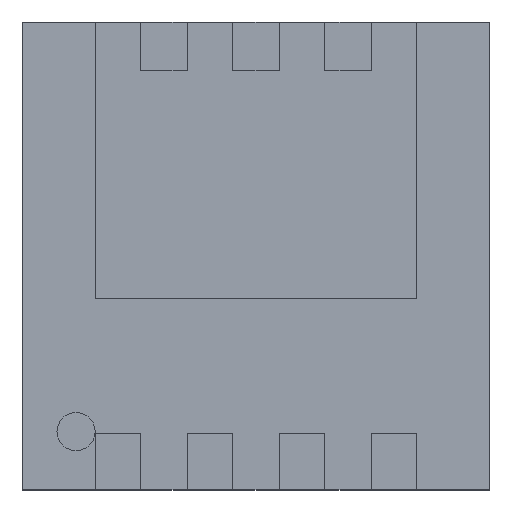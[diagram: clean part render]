
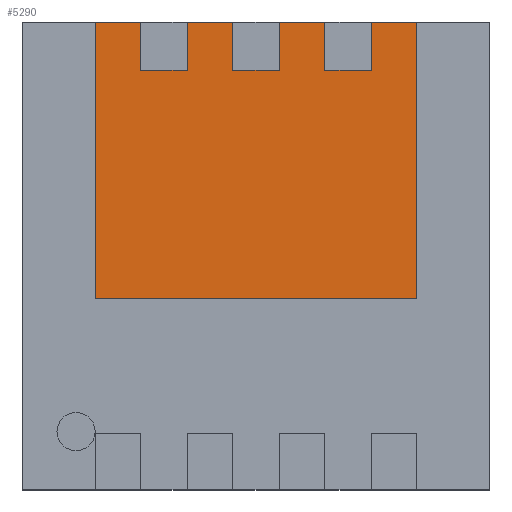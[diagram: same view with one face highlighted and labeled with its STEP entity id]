
A CAD part, top view. The second image highlights one B-rep face of the part: STEP entity #5290.
In plain terms, the highlighted planar face has unit normal (0, 0, 1).
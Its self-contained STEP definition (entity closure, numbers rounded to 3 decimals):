
#78 = CARTESIAN_POINT ( 'NONE',  ( 0.485, 0., 0.75 ) ) ;
#100 = VECTOR ( 'NONE', #5676, 1000. ) ;
#138 = CARTESIAN_POINT ( 'NONE',  ( -0.485, 1.31, 0.75 ) ) ;
#172 = DIRECTION ( 'NONE',  ( 1., 0., 0. ) ) ;
#182 = VERTEX_POINT ( 'NONE', #2406 ) ;
#219 = DIRECTION ( 'NONE',  ( 1., 0., 0. ) ) ;
#242 = CARTESIAN_POINT ( 'NONE',  ( -0.485, 0., 0.75 ) ) ;
#385 = CARTESIAN_POINT ( 'NONE',  ( 0., 1.31, 0.75 ) ) ;
#422 = CARTESIAN_POINT ( 'NONE',  ( 0., 1.65, 0.75 ) ) ;
#484 = LINE ( 'NONE', #422, #2589 ) ;
#490 = VERTEX_POINT ( 'NONE', #5576 ) ;
#564 = CARTESIAN_POINT ( 'NONE',  ( -0.165, 0., 0.75 ) ) ;
#633 = VECTOR ( 'NONE', #1332, 1000. ) ;
#642 = CARTESIAN_POINT ( 'NONE',  ( -1.135, -0.3, 0.75 ) ) ;
#698 = PLANE ( 'NONE',  #4761 ) ;
#729 = DIRECTION ( 'NONE',  ( 0., -1., 0. ) ) ;
#742 = LINE ( 'NONE', #4706, #3732 ) ;
#753 = VECTOR ( 'NONE', #1309, 1000. ) ;
#820 = FACE_OUTER_BOUND ( 'NONE', #3211, .T. ) ;
#908 = ORIENTED_EDGE ( 'NONE', *, *, #4146, .F. ) ;
#914 = VERTEX_POINT ( 'NONE', #2838 ) ;
#921 = DIRECTION ( 'NONE',  ( 1., 0., 0. ) ) ;
#963 = DIRECTION ( 'NONE',  ( 0., -1., 0. ) ) ;
#1067 = ORIENTED_EDGE ( 'NONE', *, *, #5390, .T. ) ;
#1149 = DIRECTION ( 'NONE',  ( 0., -1., 0. ) ) ;
#1230 = VECTOR ( 'NONE', #963, 1000. ) ;
#1286 = EDGE_CURVE ( 'NONE', #3444, #1496, #4384, .T. ) ;
#1309 = DIRECTION ( 'NONE',  ( 1., 0., 0. ) ) ;
#1332 = DIRECTION ( 'NONE',  ( 0., -1., 0. ) ) ;
#1431 = EDGE_CURVE ( 'NONE', #1975, #4253, #5174, .T. ) ;
#1453 = VECTOR ( 'NONE', #5768, 1000. ) ;
#1496 = VERTEX_POINT ( 'NONE', #3876 ) ;
#1571 = LINE ( 'NONE', #4714, #5471 ) ;
#1594 = ORIENTED_EDGE ( 'NONE', *, *, #3277, .F. ) ;
#1616 = LINE ( 'NONE', #3404, #2495 ) ;
#1679 = LINE ( 'NONE', #4846, #2318 ) ;
#1702 = ORIENTED_EDGE ( 'NONE', *, *, #3456, .F. ) ;
#1731 = VERTEX_POINT ( 'NONE', #3113 ) ;
#1850 = CARTESIAN_POINT ( 'NONE',  ( -0.815, 0., 0.75 ) ) ;
#1856 = VERTEX_POINT ( 'NONE', #642 ) ;
#1975 = VERTEX_POINT ( 'NONE', #3872 ) ;
#2077 = DIRECTION ( 'NONE',  ( 1., 0., 0. ) ) ;
#2112 = ORIENTED_EDGE ( 'NONE', *, *, #3805, .F. ) ;
#2318 = VECTOR ( 'NONE', #2077, 1000. ) ;
#2404 = EDGE_CURVE ( 'NONE', #1731, #1856, #1571, .T. ) ;
#2406 = CARTESIAN_POINT ( 'NONE',  ( 0.485, 1.65, 0.75 ) ) ;
#2495 = VECTOR ( 'NONE', #5193, 1000. ) ;
#2589 = VECTOR ( 'NONE', #921, 1000. ) ;
#2601 = CARTESIAN_POINT ( 'NONE',  ( 0.815, 1.65, 0.75 ) ) ;
#2602 = CARTESIAN_POINT ( 'NONE',  ( 0.165, 1.65, 0.75 ) ) ;
#2633 = EDGE_CURVE ( 'NONE', #4569, #182, #1679, .T. ) ;
#2681 = CARTESIAN_POINT ( 'NONE',  ( -0.815, 1.65, 0.75 ) ) ;
#2708 = ORIENTED_EDGE ( 'NONE', *, *, #3048, .F. ) ;
#2838 = CARTESIAN_POINT ( 'NONE',  ( 0.485, 1.31, 0.75 ) ) ;
#2909 = EDGE_CURVE ( 'NONE', #5300, #4253, #3364, .T. ) ;
#2925 = VECTOR ( 'NONE', #172, 1000. ) ;
#2957 = LINE ( 'NONE', #4760, #5348 ) ;
#2960 = ORIENTED_EDGE ( 'NONE', *, *, #5371, .F. ) ;
#3000 = LINE ( 'NONE', #3030, #100 ) ;
#3030 = CARTESIAN_POINT ( 'NONE',  ( 0., 1.65, 0.75 ) ) ;
#3048 = EDGE_CURVE ( 'NONE', #490, #3444, #4520, .T. ) ;
#3113 = CARTESIAN_POINT ( 'NONE',  ( -1.135, 1.65, 0.75 ) ) ;
#3152 = CARTESIAN_POINT ( 'NONE',  ( 0., -0.3, 0.75 ) ) ;
#3159 = ORIENTED_EDGE ( 'NONE', *, *, #2404, .T. ) ;
#3211 = EDGE_LOOP ( 'NONE', ( #2112, #1594, #4262, #5212, #3678, #2708, #5785, #5243, #4663, #908, #2960, #3159, #1067, #1702, #5275, #4962 ) ) ;
#3216 = EDGE_CURVE ( 'NONE', #3797, #4745, #3000, .T. ) ;
#3277 = EDGE_CURVE ( 'NONE', #182, #914, #4479, .T. ) ;
#3364 = LINE ( 'NONE', #242, #5042 ) ;
#3384 = CARTESIAN_POINT ( 'NONE',  ( -0.165, 1.31, 0.75 ) ) ;
#3404 = CARTESIAN_POINT ( 'NONE',  ( 0.165, 0., 0.75 ) ) ;
#3444 = VERTEX_POINT ( 'NONE', #3384 ) ;
#3456 = EDGE_CURVE ( 'NONE', #4745, #4822, #742, .T. ) ;
#3458 = CARTESIAN_POINT ( 'NONE',  ( 0.815, 1.31, 0.75 ) ) ;
#3653 = VECTOR ( 'NONE', #4430, 1000. ) ;
#3678 = ORIENTED_EDGE ( 'NONE', *, *, #1286, .F. ) ;
#3723 = EDGE_CURVE ( 'NONE', #5300, #490, #2957, .T. ) ;
#3732 = VECTOR ( 'NONE', #5668, 1000. ) ;
#3797 = VERTEX_POINT ( 'NONE', #2601 ) ;
#3799 = EDGE_CURVE ( 'NONE', #3797, #4704, #4275, .T. ) ;
#3805 = EDGE_CURVE ( 'NONE', #914, #4704, #5751, .T. ) ;
#3872 = CARTESIAN_POINT ( 'NONE',  ( -0.815, 1.31, 0.75 ) ) ;
#3876 = CARTESIAN_POINT ( 'NONE',  ( 0.165, 1.31, 0.75 ) ) ;
#3888 = CARTESIAN_POINT ( 'NONE',  ( 0., 0., 0.75 ) ) ;
#3906 = VERTEX_POINT ( 'NONE', #2681 ) ;
#3920 = DIRECTION ( 'NONE',  ( 0., 0., 1. ) ) ;
#3964 = CARTESIAN_POINT ( 'NONE',  ( 1.135, 1.65, 0.75 ) ) ;
#3968 = DIRECTION ( 'NONE',  ( 1., 0., 0. ) ) ;
#4030 = LINE ( 'NONE', #3152, #753 ) ;
#4074 = LINE ( 'NONE', #1850, #633 ) ;
#4146 = EDGE_CURVE ( 'NONE', #3906, #1975, #4074, .T. ) ;
#4211 = CARTESIAN_POINT ( 'NONE',  ( 0., 1.31, 0.75 ) ) ;
#4244 = CARTESIAN_POINT ( 'NONE',  ( -0.485, 1.65, 0.75 ) ) ;
#4253 = VERTEX_POINT ( 'NONE', #138 ) ;
#4262 = ORIENTED_EDGE ( 'NONE', *, *, #2633, .F. ) ;
#4275 = LINE ( 'NONE', #4390, #3653 ) ;
#4384 = LINE ( 'NONE', #385, #1453 ) ;
#4390 = CARTESIAN_POINT ( 'NONE',  ( 0.815, 0., 0.75 ) ) ;
#4414 = DIRECTION ( 'NONE',  ( 0., -1., 0. ) ) ;
#4430 = DIRECTION ( 'NONE',  ( 0., -1., 0. ) ) ;
#4479 = LINE ( 'NONE', #78, #4499 ) ;
#4486 = CARTESIAN_POINT ( 'NONE',  ( 1.135, -0.3, 0.75 ) ) ;
#4499 = VECTOR ( 'NONE', #4414, 1000. ) ;
#4520 = LINE ( 'NONE', #564, #1230 ) ;
#4569 = VERTEX_POINT ( 'NONE', #2602 ) ;
#4663 = ORIENTED_EDGE ( 'NONE', *, *, #1431, .F. ) ;
#4704 = VERTEX_POINT ( 'NONE', #3458 ) ;
#4706 = CARTESIAN_POINT ( 'NONE',  ( 1.135, 0., 0.75 ) ) ;
#4714 = CARTESIAN_POINT ( 'NONE',  ( -1.135, 0., 0.75 ) ) ;
#4745 = VERTEX_POINT ( 'NONE', #3964 ) ;
#4760 = CARTESIAN_POINT ( 'NONE',  ( 0., 1.65, 0.75 ) ) ;
#4761 = AXIS2_PLACEMENT_3D ( 'NONE', #3888, #3920, #5691 ) ;
#4822 = VERTEX_POINT ( 'NONE', #4486 ) ;
#4846 = CARTESIAN_POINT ( 'NONE',  ( 0., 1.65, 0.75 ) ) ;
#4962 = ORIENTED_EDGE ( 'NONE', *, *, #3799, .T. ) ;
#5042 = VECTOR ( 'NONE', #729, 1000. ) ;
#5174 = LINE ( 'NONE', #5620, #2925 ) ;
#5193 = DIRECTION ( 'NONE',  ( 0., -1., 0. ) ) ;
#5212 = ORIENTED_EDGE ( 'NONE', *, *, #5355, .T. ) ;
#5243 = ORIENTED_EDGE ( 'NONE', *, *, #2909, .T. ) ;
#5275 = ORIENTED_EDGE ( 'NONE', *, *, #3216, .F. ) ;
#5290 = ADVANCED_FACE ( 'NONE', ( #820 ), #698, .T. ) ;
#5300 = VERTEX_POINT ( 'NONE', #4244 ) ;
#5348 = VECTOR ( 'NONE', #3968, 1000. ) ;
#5355 = EDGE_CURVE ( 'NONE', #4569, #1496, #1616, .T. ) ;
#5371 = EDGE_CURVE ( 'NONE', #1731, #3906, #484, .T. ) ;
#5390 = EDGE_CURVE ( 'NONE', #1856, #4822, #4030, .T. ) ;
#5471 = VECTOR ( 'NONE', #1149, 1000. ) ;
#5521 = VECTOR ( 'NONE', #219, 1000. ) ;
#5576 = CARTESIAN_POINT ( 'NONE',  ( -0.165, 1.65, 0.75 ) ) ;
#5620 = CARTESIAN_POINT ( 'NONE',  ( 0., 1.31, 0.75 ) ) ;
#5668 = DIRECTION ( 'NONE',  ( 0., -1., 0. ) ) ;
#5676 = DIRECTION ( 'NONE',  ( 1., 0., 0. ) ) ;
#5691 = DIRECTION ( 'NONE',  ( 1., 0., 0. ) ) ;
#5751 = LINE ( 'NONE', #4211, #5521 ) ;
#5768 = DIRECTION ( 'NONE',  ( 1., 0., 0. ) ) ;
#5785 = ORIENTED_EDGE ( 'NONE', *, *, #3723, .F. ) ;
